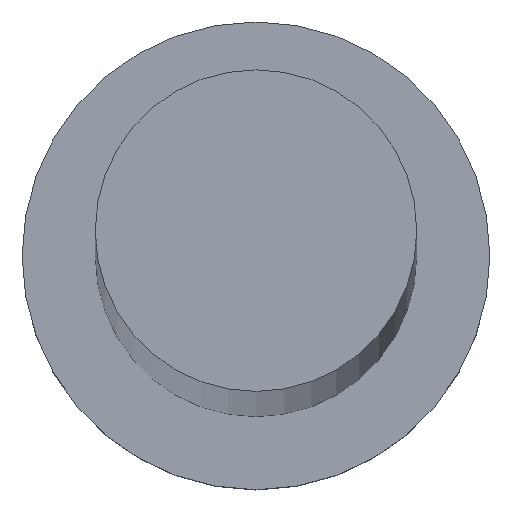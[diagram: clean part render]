
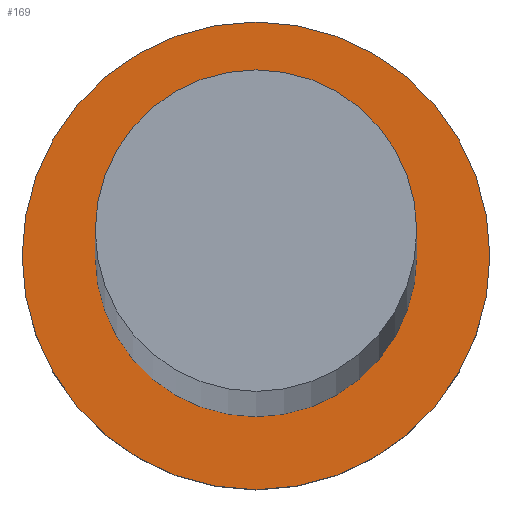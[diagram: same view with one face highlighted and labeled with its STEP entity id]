
A CAD part, top view. The second image highlights one B-rep face of the part: STEP entity #169.
In plain terms, the highlighted planar face has unit normal (0, 0, 1).
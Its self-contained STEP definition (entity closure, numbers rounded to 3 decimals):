
#8 = FACE_BOUND ( 'NONE', #158, .T. ) ;
#16 = ORIENTED_EDGE ( 'NONE', *, *, #203, .T. ) ;
#25 = CARTESIAN_POINT ( 'NONE',  ( 0., 0., 5. ) ) ;
#41 = CIRCLE ( 'NONE', #234, 8. ) ;
#48 = CIRCLE ( 'NONE', #144, 5.5 ) ;
#50 = EDGE_CURVE ( 'NONE', #252, #111, #41, .T. ) ;
#51 = EDGE_CURVE ( 'NONE', #114, #53, #48, .T. ) ;
#53 = VERTEX_POINT ( 'NONE', #209 ) ;
#55 = DIRECTION ( 'NONE',  ( 1., 0., 0. ) ) ;
#58 = CIRCLE ( 'NONE', #122, 5.5 ) ;
#68 = DIRECTION ( 'NONE',  ( 0., 0., 1. ) ) ;
#80 = CARTESIAN_POINT ( 'NONE',  ( 0., 0., 5. ) ) ;
#81 = ORIENTED_EDGE ( 'NONE', *, *, #232, .F. ) ;
#102 = DIRECTION ( 'NONE',  ( 0., 0., 1. ) ) ;
#106 = DIRECTION ( 'NONE',  ( 1., 0., 0. ) ) ;
#108 = CARTESIAN_POINT ( 'NONE',  ( 0., 0., 5. ) ) ;
#109 = DIRECTION ( 'NONE',  ( 0., 0., 1. ) ) ;
#111 = VERTEX_POINT ( 'NONE', #228 ) ;
#114 = VERTEX_POINT ( 'NONE', #191 ) ;
#121 = ORIENTED_EDGE ( 'NONE', *, *, #51, .F. ) ;
#122 = AXIS2_PLACEMENT_3D ( 'NONE', #80, #102, #123 ) ;
#123 = DIRECTION ( 'NONE',  ( 1., 0., 0. ) ) ;
#124 = AXIS2_PLACEMENT_3D ( 'NONE', #108, #229, #55 ) ;
#125 = CARTESIAN_POINT ( 'NONE',  ( 0., 0., 5. ) ) ;
#141 = CIRCLE ( 'NONE', #124, 8. ) ;
#144 = AXIS2_PLACEMENT_3D ( 'NONE', #226, #109, #215 ) ;
#146 = FACE_OUTER_BOUND ( 'NONE', #198, .T. ) ;
#158 = EDGE_LOOP ( 'NONE', ( #121, #81 ) ) ;
#169 = ADVANCED_FACE ( 'NONE', ( #8, #146 ), #174, .T. ) ;
#171 = DIRECTION ( 'NONE',  ( 1., 0., 0. ) ) ;
#174 = PLANE ( 'NONE',  #254 ) ;
#191 = CARTESIAN_POINT ( 'NONE',  ( -5.5, 0., 5. ) ) ;
#198 = EDGE_LOOP ( 'NONE', ( #220, #16 ) ) ;
#203 = EDGE_CURVE ( 'NONE', #111, #252, #141, .T. ) ;
#205 = CARTESIAN_POINT ( 'NONE',  ( -8., 0., 5. ) ) ;
#209 = CARTESIAN_POINT ( 'NONE',  ( 5.5, 0., 5. ) ) ;
#215 = DIRECTION ( 'NONE',  ( 1., 0., 0. ) ) ;
#220 = ORIENTED_EDGE ( 'NONE', *, *, #50, .T. ) ;
#226 = CARTESIAN_POINT ( 'NONE',  ( 0., 0., 5. ) ) ;
#228 = CARTESIAN_POINT ( 'NONE',  ( 8., 0., 5. ) ) ;
#229 = DIRECTION ( 'NONE',  ( 0., 0., 1. ) ) ;
#232 = EDGE_CURVE ( 'NONE', #53, #114, #58, .T. ) ;
#234 = AXIS2_PLACEMENT_3D ( 'NONE', #125, #68, #171 ) ;
#248 = DIRECTION ( 'NONE',  ( 0., 0., 1. ) ) ;
#252 = VERTEX_POINT ( 'NONE', #205 ) ;
#254 = AXIS2_PLACEMENT_3D ( 'NONE', #25, #248, #106 ) ;
